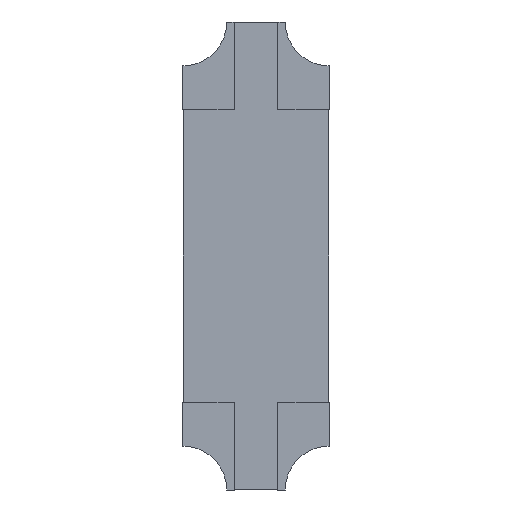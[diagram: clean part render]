
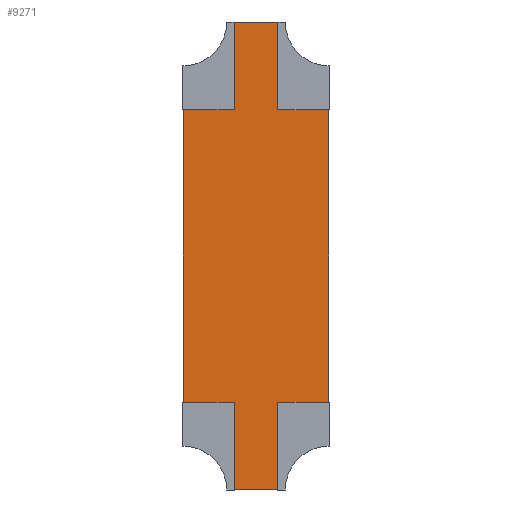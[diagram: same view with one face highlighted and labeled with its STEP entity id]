
A CAD part, front view. The second image highlights one B-rep face of the part: STEP entity #9271.
In plain terms, the highlighted planar face has unit normal (0, -1, 0).
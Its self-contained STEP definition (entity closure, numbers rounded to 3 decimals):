
#15 = DIRECTION ( 'NONE',  ( 0., 1., 0. ) ) ;
#950 = CARTESIAN_POINT ( 'NONE',  ( -0.499, 0.018, 0. ) ) ;
#1062 = LINE ( 'NONE', #3185, #8142 ) ;
#1281 = VERTEX_POINT ( 'NONE', #8460 ) ;
#1372 = EDGE_LOOP ( 'NONE', ( #23491, #8065, #4810, #2127, #5448, #5920, #14971, #3311, #7607, #10216, #5922, #8082 ) ) ;
#1374 = LINE ( 'NONE', #20817, #5519 ) ;
#1377 = CARTESIAN_POINT ( 'NONE',  ( -0.499, 0.018, -1. ) ) ;
#1542 = LINE ( 'NONE', #11114, #14850 ) ;
#2127 = ORIENTED_EDGE ( 'NONE', *, *, #19813, .T. ) ;
#2305 = CARTESIAN_POINT ( 'NONE',  ( -0.15, 0.018, -1.599 ) ) ;
#2381 = EDGE_CURVE ( 'NONE', #2484, #16472, #1062, .T. ) ;
#2484 = VERTEX_POINT ( 'NONE', #19622 ) ;
#2778 = CARTESIAN_POINT ( 'NONE',  ( 0.15, 0.018, 1. ) ) ;
#3185 = CARTESIAN_POINT ( 'NONE',  ( 0.182, 0.018, 1.599 ) ) ;
#3311 = ORIENTED_EDGE ( 'NONE', *, *, #2381, .F. ) ;
#3474 = DIRECTION ( 'NONE',  ( 1., 0., 0. ) ) ;
#3542 = CARTESIAN_POINT ( 'NONE',  ( 0.499, 0.018, -1. ) ) ;
#4031 = DIRECTION ( 'NONE',  ( 0., 0., -1. ) ) ;
#4438 = CARTESIAN_POINT ( 'NONE',  ( 0.15, 0.018, 1.599 ) ) ;
#4645 = LINE ( 'NONE', #19860, #8226 ) ;
#4691 = LINE ( 'NONE', #950, #6766 ) ;
#4810 = ORIENTED_EDGE ( 'NONE', *, *, #16785, .T. ) ;
#4910 = CARTESIAN_POINT ( 'NONE',  ( 0.15, 0.018, -1. ) ) ;
#5022 = EDGE_CURVE ( 'NONE', #1281, #24247, #12340, .T. ) ;
#5216 = VECTOR ( 'NONE', #3474, 1000. ) ;
#5230 = CARTESIAN_POINT ( 'NONE',  ( -0.5, 0.018, -1. ) ) ;
#5247 = CARTESIAN_POINT ( 'NONE',  ( 0.15, 0.018, -1. ) ) ;
#5448 = ORIENTED_EDGE ( 'NONE', *, *, #18403, .F. ) ;
#5519 = VECTOR ( 'NONE', #7450, 1000. ) ;
#5868 = CARTESIAN_POINT ( 'NONE',  ( 0., 0.018, 0. ) ) ;
#5896 = VECTOR ( 'NONE', #17445, 1000. ) ;
#5920 = ORIENTED_EDGE ( 'NONE', *, *, #17747, .T. ) ;
#5922 = ORIENTED_EDGE ( 'NONE', *, *, #9704, .T. ) ;
#6247 = LINE ( 'NONE', #21095, #21512 ) ;
#6766 = VECTOR ( 'NONE', #8529, 1000. ) ;
#6845 = VERTEX_POINT ( 'NONE', #24075 ) ;
#6982 = CARTESIAN_POINT ( 'NONE',  ( -0.499, 0.018, 1. ) ) ;
#7067 = VECTOR ( 'NONE', #21227, 1000. ) ;
#7181 = CARTESIAN_POINT ( 'NONE',  ( -0.182, 0.018, -1.599 ) ) ;
#7450 = DIRECTION ( 'NONE',  ( -1., 0., 0. ) ) ;
#7607 = ORIENTED_EDGE ( 'NONE', *, *, #10329, .T. ) ;
#8065 = ORIENTED_EDGE ( 'NONE', *, *, #18176, .F. ) ;
#8082 = ORIENTED_EDGE ( 'NONE', *, *, #12123, .T. ) ;
#8142 = VECTOR ( 'NONE', #12754, 1000. ) ;
#8206 = VECTOR ( 'NONE', #17812, 1000. ) ;
#8226 = VECTOR ( 'NONE', #8863, 1000. ) ;
#8280 = CARTESIAN_POINT ( 'NONE',  ( -0.15, 0.018, -1. ) ) ;
#8448 = LINE ( 'NONE', #14182, #8206 ) ;
#8460 = CARTESIAN_POINT ( 'NONE',  ( -0.15, 0.018, 1. ) ) ;
#8529 = DIRECTION ( 'NONE',  ( 0., 0., -1. ) ) ;
#8572 = VERTEX_POINT ( 'NONE', #3542 ) ;
#8863 = DIRECTION ( 'NONE',  ( 0., 0., 1. ) ) ;
#9141 = AXIS2_PLACEMENT_3D ( 'NONE', #5868, #15, #19230 ) ;
#9271 = ADVANCED_FACE ( 'NONE', ( #12720 ), #16601, .F. ) ;
#9704 = EDGE_CURVE ( 'NONE', #24247, #18484, #4691, .T. ) ;
#9746 = VERTEX_POINT ( 'NONE', #8280 ) ;
#9941 = CARTESIAN_POINT ( 'NONE',  ( 0.499, 0.018, 0. ) ) ;
#10216 = ORIENTED_EDGE ( 'NONE', *, *, #5022, .T. ) ;
#10329 = EDGE_CURVE ( 'NONE', #2484, #1281, #6247, .T. ) ;
#10610 = CARTESIAN_POINT ( 'NONE',  ( -0.5, 0.018, 1. ) ) ;
#11114 = CARTESIAN_POINT ( 'NONE',  ( -0.15, 0.018, -1. ) ) ;
#11694 = LINE ( 'NONE', #9941, #5896 ) ;
#11774 = VERTEX_POINT ( 'NONE', #2778 ) ;
#11878 = CARTESIAN_POINT ( 'NONE',  ( 0.499, 0.018, 1. ) ) ;
#12123 = EDGE_CURVE ( 'NONE', #18484, #9746, #14663, .T. ) ;
#12340 = LINE ( 'NONE', #10610, #18544 ) ;
#12514 = VERTEX_POINT ( 'NONE', #2305 ) ;
#12720 = FACE_OUTER_BOUND ( 'NONE', #1372, .T. ) ;
#12754 = DIRECTION ( 'NONE',  ( 1., 0., 0. ) ) ;
#14182 = CARTESIAN_POINT ( 'NONE',  ( 0.15, 0.018, -1. ) ) ;
#14349 = DIRECTION ( 'NONE',  ( 1., 0., 0. ) ) ;
#14663 = LINE ( 'NONE', #5230, #5216 ) ;
#14850 = VECTOR ( 'NONE', #16865, 1000. ) ;
#14971 = ORIENTED_EDGE ( 'NONE', *, *, #17423, .T. ) ;
#16472 = VERTEX_POINT ( 'NONE', #4438 ) ;
#16601 = PLANE ( 'NONE',  #9141 ) ;
#16785 = EDGE_CURVE ( 'NONE', #6845, #17761, #8448, .T. ) ;
#16865 = DIRECTION ( 'NONE',  ( 0., 0., -1. ) ) ;
#17084 = VERTEX_POINT ( 'NONE', #11878 ) ;
#17423 = EDGE_CURVE ( 'NONE', #11774, #16472, #4645, .T. ) ;
#17445 = DIRECTION ( 'NONE',  ( 0., 0., -1. ) ) ;
#17747 = EDGE_CURVE ( 'NONE', #17084, #11774, #1374, .T. ) ;
#17761 = VERTEX_POINT ( 'NONE', #5247 ) ;
#17812 = DIRECTION ( 'NONE',  ( 0., 0., 1. ) ) ;
#18176 = EDGE_CURVE ( 'NONE', #6845, #12514, #24281, .T. ) ;
#18403 = EDGE_CURVE ( 'NONE', #17084, #8572, #11694, .T. ) ;
#18484 = VERTEX_POINT ( 'NONE', #1377 ) ;
#18544 = VECTOR ( 'NONE', #19986, 1000. ) ;
#19230 = DIRECTION ( 'NONE',  ( 1., 0., 0. ) ) ;
#19622 = CARTESIAN_POINT ( 'NONE',  ( -0.15, 0.018, 1.599 ) ) ;
#19813 = EDGE_CURVE ( 'NONE', #17761, #8572, #19999, .T. ) ;
#19860 = CARTESIAN_POINT ( 'NONE',  ( 0.15, 0.018, 1.6 ) ) ;
#19986 = DIRECTION ( 'NONE',  ( -1., 0., 0. ) ) ;
#19999 = LINE ( 'NONE', #4910, #21094 ) ;
#20817 = CARTESIAN_POINT ( 'NONE',  ( 0.15, 0.018, 1. ) ) ;
#21094 = VECTOR ( 'NONE', #14349, 1000. ) ;
#21095 = CARTESIAN_POINT ( 'NONE',  ( -0.15, 0.018, 1.6 ) ) ;
#21227 = DIRECTION ( 'NONE',  ( -1., 0., 0. ) ) ;
#21512 = VECTOR ( 'NONE', #4031, 1000. ) ;
#23491 = ORIENTED_EDGE ( 'NONE', *, *, #23998, .T. ) ;
#23998 = EDGE_CURVE ( 'NONE', #9746, #12514, #1542, .T. ) ;
#24075 = CARTESIAN_POINT ( 'NONE',  ( 0.15, 0.018, -1.599 ) ) ;
#24247 = VERTEX_POINT ( 'NONE', #6982 ) ;
#24281 = LINE ( 'NONE', #7181, #7067 ) ;
